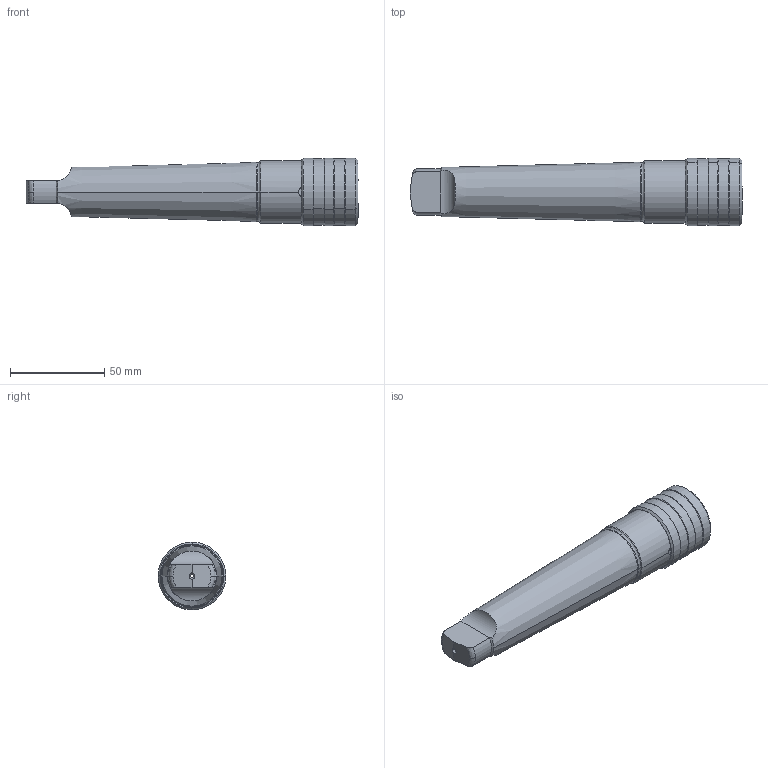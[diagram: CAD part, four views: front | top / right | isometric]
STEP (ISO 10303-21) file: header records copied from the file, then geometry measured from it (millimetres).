
FILE_DESCRIPTION (( 'STEP AP203' ), '1' );
FILE_NAME ('155-S2514-4-01.STEP', '2019-04-16T07:13:29', ( 'Acer' ), ( '' ), 'SwSTEP 2.0', 'SolidWorks 2018', '' );
FILE_SCHEMA (( 'CONFIG_CONTROL_DESIGN' ));
Length unit declared in the file: millimetre
Products named in the file (1): 155-S2514-4-01
Bounding box: 176 x 36 x 36 mm (x, y, z)
Surface area: 25958.9 mm2 (no closed solid volume)
Topology: 0 solids, 10 shells, 114 faces, 362 edges, 247 vertices
Faces by surface type: cylinder 36, plane 27, cone 27, torus 18, bspline 4, sphere 2
Entity records: 4750 total; most frequent: CARTESIAN_POINT 1624, DIRECTION 643, ORIENTED_EDGE 593, EDGE_CURVE 357, AXIS2_PLACEMENT_3D 255, VERTEX_POINT 244, CIRCLE 144, VECTOR 133
